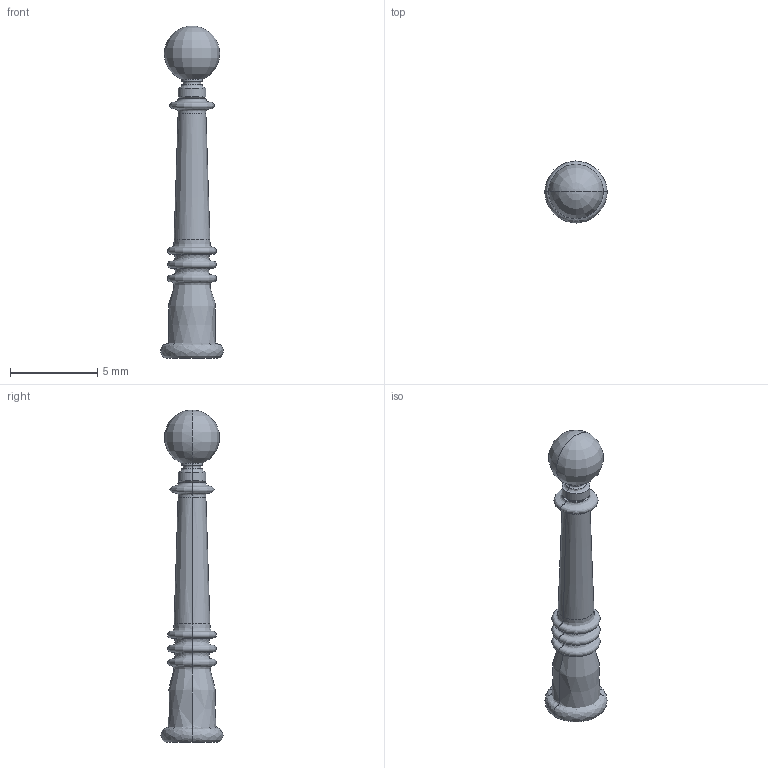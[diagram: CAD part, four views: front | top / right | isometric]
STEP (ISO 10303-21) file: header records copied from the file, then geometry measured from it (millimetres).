
FILE_DESCRIPTION(/* description */ (''),/* implementation_level */ '2;1');
FILE_NAME(/* name */ 'scale decorative bollard v3',/* time_stamp */ '2025-04-16T16:41:48-04:00',/* author */ (''),/* organization */ (''),/* preprocessor_version */ 'ST-DEVELOPER v19.2',/* originating_system */ 'Rhino 8.18',/* authorisation */ '');
FILE_SCHEMA (('CONFIG_CONTROL_DESIGN'));
Length unit declared in the file: inch
Products named in the file (1): Document
Bounding box: 3.57 x 3.57 x 19.05 mm (x, y, z)
Volume: 76.9 mm3; surface area: 166.3 mm2
Topology: 1 solids, 1 shells, 21 faces, 42 edges, 21 vertices
Faces by surface type: bspline 14, cylinder 4, plane 3
Entity records: 2423 total; most frequent: CARTESIAN_POINT 1994, ORIENTED_EDGE 80, DIRECTION 55, EDGE_CURVE 40, AXIS2_PLACEMENT_3D 31, TRIMMED_CURVE 22, CIRCLE 22, ADVANCED_FACE 21
